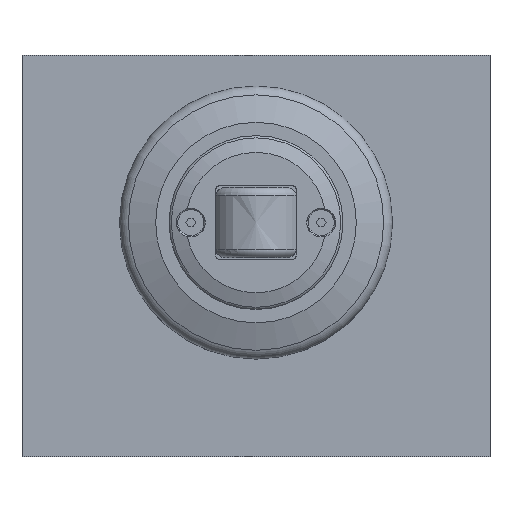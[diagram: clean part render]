
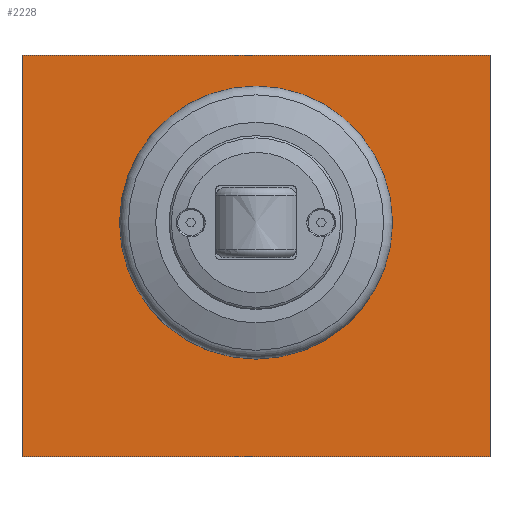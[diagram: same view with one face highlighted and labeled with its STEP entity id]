
A CAD part, front view. The second image highlights one B-rep face of the part: STEP entity #2228.
In plain terms, the highlighted planar face has unit normal (0, -1, 0).
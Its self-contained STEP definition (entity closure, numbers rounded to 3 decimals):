
#52=FACE_BOUND('',#379,.T.);
#125=PLANE('',#2476);
#244=FACE_OUTER_BOUND('',#378,.T.);
#378=EDGE_LOOP('',(#1984,#1985,#1986,#1987));
#379=EDGE_LOOP('',(#1988));
#564=LINE('',#3875,#746);
#565=LINE('',#3877,#747);
#566=LINE('',#3879,#748);
#567=LINE('',#3880,#749);
#746=VECTOR('',#3096,10.);
#747=VECTOR('',#3097,10.);
#748=VECTOR('',#3098,10.);
#749=VECTOR('',#3099,10.);
#876=CIRCLE('',#2460,26.5);
#1061=VERTEX_POINT('',#3792);
#1088=VERTEX_POINT('',#3873);
#1089=VERTEX_POINT('',#3874);
#1090=VERTEX_POINT('',#3876);
#1091=VERTEX_POINT('',#3878);
#1360=EDGE_CURVE('',#1061,#1061,#876,.T.);
#1399=EDGE_CURVE('',#1088,#1089,#564,.T.);
#1400=EDGE_CURVE('',#1090,#1089,#565,.T.);
#1401=EDGE_CURVE('',#1091,#1090,#566,.T.);
#1402=EDGE_CURVE('',#1091,#1088,#567,.T.);
#1984=ORIENTED_EDGE('',*,*,#1399,.T.);
#1985=ORIENTED_EDGE('',*,*,#1400,.F.);
#1986=ORIENTED_EDGE('',*,*,#1401,.F.);
#1987=ORIENTED_EDGE('',*,*,#1402,.T.);
#1988=ORIENTED_EDGE('',*,*,#1360,.T.);
#2228=ADVANCED_FACE('',(#244,#52),#125,.T.);
#2460=AXIS2_PLACEMENT_3D('',#3794,#3026,#3027);
#2476=AXIS2_PLACEMENT_3D('',#3872,#3094,#3095);
#3026=DIRECTION('center_axis',(0.,1.,0.));
#3027=DIRECTION('ref_axis',(-1.,0.,0.));
#3094=DIRECTION('center_axis',(0.,-1.,0.));
#3095=DIRECTION('ref_axis',(0.,0.,-1.));
#3096=DIRECTION('',(0.,0.,1.));
#3097=DIRECTION('',(1.,0.,0.));
#3098=DIRECTION('',(0.,0.,1.));
#3099=DIRECTION('',(1.,0.,0.));
#3792=CARTESIAN_POINT('',(96.5,0.,70.));
#3794=CARTESIAN_POINT('Origin',(70.,0.,70.));
#3872=CARTESIAN_POINT('Origin',(0.,0.,0.));
#3873=CARTESIAN_POINT('',(140.,0.,0.));
#3874=CARTESIAN_POINT('',(140.,0.,120.));
#3875=CARTESIAN_POINT('',(140.,0.,0.));
#3876=CARTESIAN_POINT('',(0.,0.,120.));
#3877=CARTESIAN_POINT('',(0.,0.,120.));
#3878=CARTESIAN_POINT('',(0.,0.,0.));
#3879=CARTESIAN_POINT('',(0.,0.,0.));
#3880=CARTESIAN_POINT('',(0.,0.,0.));
